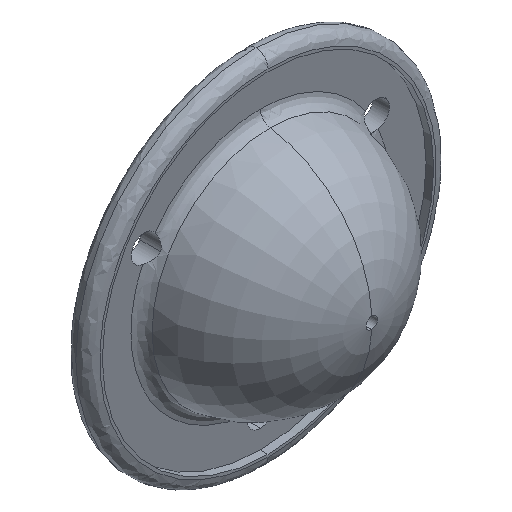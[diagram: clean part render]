
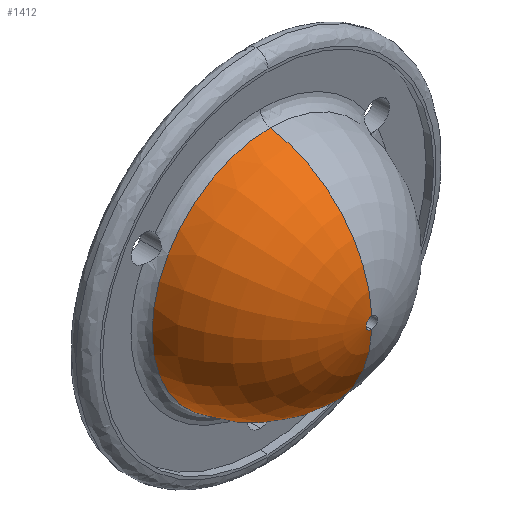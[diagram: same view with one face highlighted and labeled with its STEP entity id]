
A CAD part, isometric view. The second image highlights one B-rep face of the part: STEP entity #1412.
In plain terms, the highlighted toroidal (fillet/blend) face has major radius 0.077 mm and minor radius 31.251 mm.
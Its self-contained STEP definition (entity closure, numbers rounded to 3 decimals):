
#10 = CARTESIAN_POINT ( 'NONE',  ( 0.077, -2.349, -0.077 ) ) ;
#52 = ORIENTED_EDGE ( 'NONE', *, *, #1212, .T. ) ;
#73 = VERTEX_POINT ( 'NONE', #860 ) ;
#83 = CARTESIAN_POINT ( 'NONE',  ( 0.077, -6.866, 0. ) ) ;
#155 = DIRECTION ( 'NONE',  ( 0., -1., 0. ) ) ;
#262 = ORIENTED_EDGE ( 'NONE', *, *, #849, .T. ) ;
#308 = EDGE_LOOP ( 'NONE', ( #978, #262, #52, #2338 ) ) ;
#415 = VERTEX_POINT ( 'NONE', #1139 ) ;
#419 = EDGE_CURVE ( 'NONE', #1230, #415, #2148, .T. ) ;
#485 = CIRCLE ( 'NONE', #1864, 31. ) ;
#512 = CARTESIAN_POINT ( 'NONE',  ( 0.077, -6.866, 31. ) ) ;
#520 = DIRECTION ( 'NONE',  ( 1., 0., 0. ) ) ;
#521 = CARTESIAN_POINT ( 'NONE',  ( 0.077, -33.568, 0. ) ) ;
#732 = DIRECTION ( 'NONE',  ( 0., -1., 0. ) ) ;
#849 = EDGE_CURVE ( 'NONE', #1945, #73, #485, .T. ) ;
#860 = CARTESIAN_POINT ( 'NONE',  ( 0.077, -6.866, -31. ) ) ;
#919 = CARTESIAN_POINT ( 'NONE',  ( 0.077, -2.349, 0. ) ) ;
#978 = ORIENTED_EDGE ( 'NONE', *, *, #2360, .F. ) ;
#1033 = AXIS2_PLACEMENT_3D ( 'NONE', #919, #732, #1215 ) ;
#1139 = CARTESIAN_POINT ( 'NONE',  ( 0.077, -33.568, 1.5 ) ) ;
#1189 = CARTESIAN_POINT ( 'NONE',  ( 0.077, -2.349, 0.077 ) ) ;
#1212 = EDGE_CURVE ( 'NONE', #73, #1230, #1316, .T. ) ;
#1215 = DIRECTION ( 'NONE',  ( 0., 0., -1. ) ) ;
#1230 = VERTEX_POINT ( 'NONE', #2424 ) ;
#1252 = FACE_OUTER_BOUND ( 'NONE', #308, .T. ) ;
#1274 = AXIS2_PLACEMENT_3D ( 'NONE', #1189, #520, #2045 ) ;
#1289 = DIRECTION ( 'NONE',  ( -1., 0., 0. ) ) ;
#1316 = CIRCLE ( 'NONE', #1758, 31.251 ) ;
#1412 = ADVANCED_FACE ( 'NONE', ( #1252 ), #1896, .T. ) ;
#1758 = AXIS2_PLACEMENT_3D ( 'NONE', #10, #1289, #155 ) ;
#1806 = DIRECTION ( 'NONE',  ( 0., -1., 0. ) ) ;
#1858 = DIRECTION ( 'NONE',  ( 0., 1., 0. ) ) ;
#1864 = AXIS2_PLACEMENT_3D ( 'NONE', #83, #1806, #1976 ) ;
#1896 = TOROIDAL_SURFACE ( 'NONE', #1033, 0.077, 31.251 ) ;
#1945 = VERTEX_POINT ( 'NONE', #512 ) ;
#1976 = DIRECTION ( 'NONE',  ( 1., 0., 0. ) ) ;
#1989 = AXIS2_PLACEMENT_3D ( 'NONE', #521, #1858, #2442 ) ;
#2045 = DIRECTION ( 'NONE',  ( 0., 1., 0. ) ) ;
#2148 = CIRCLE ( 'NONE', #1989, 1.5 ) ;
#2338 = ORIENTED_EDGE ( 'NONE', *, *, #419, .T. ) ;
#2339 = CIRCLE ( 'NONE', #1274, 31.251 ) ;
#2360 = EDGE_CURVE ( 'NONE', #1945, #415, #2339, .T. ) ;
#2424 = CARTESIAN_POINT ( 'NONE',  ( 0.077, -33.568, -1.5 ) ) ;
#2442 = DIRECTION ( 'NONE',  ( 0., 0., 1. ) ) ;
